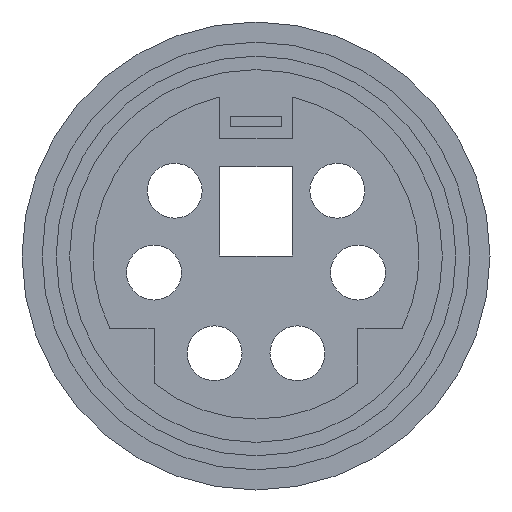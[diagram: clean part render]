
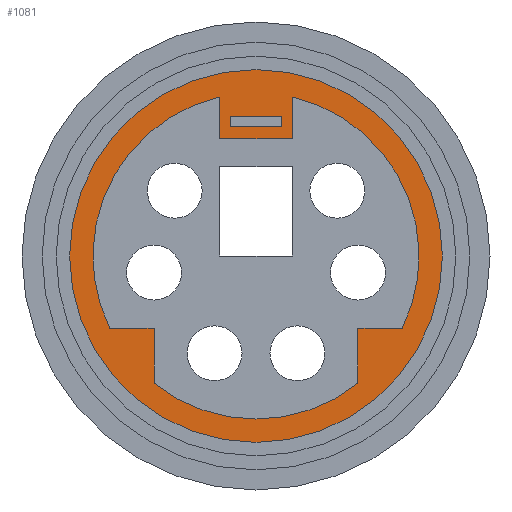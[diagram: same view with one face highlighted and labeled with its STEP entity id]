
A CAD part, front view. The second image highlights one B-rep face of the part: STEP entity #1081.
In plain terms, the highlighted planar face has unit normal (0, -1, 0).
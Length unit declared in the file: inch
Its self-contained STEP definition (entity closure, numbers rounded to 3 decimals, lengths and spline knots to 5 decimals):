
#2 = EDGE_CURVE ( 'NONE', #229, #2067, #821, .T. ) ;
#10 = CARTESIAN_POINT ( 'NONE',  ( 0.035, -0.25, -0.113 ) ) ;
#16 = CARTESIAN_POINT ( 'NONE',  ( -0.035, -0.25, -0.113 ) ) ;
#43 = CARTESIAN_POINT ( 'NONE',  ( 0., -0.25, 0. ) ) ;
#51 = CARTESIAN_POINT ( 'NONE',  ( 0.0985, -0.25, 0.1229 ) ) ;
#63 = CIRCLE ( 'NONE', #2092, 0.1575 ) ;
#64 = DIRECTION ( 'NONE',  ( 0., 0., 1. ) ) ;
#68 = CARTESIAN_POINT ( 'NONE',  ( -0.035, -0.25, -0.15356 ) ) ;
#70 = CIRCLE ( 'NONE', #2267, 0.1955 ) ;
#91 = VECTOR ( 'NONE', #943, 39.37008 ) ;
#95 = VERTEX_POINT ( 'NONE', #2157 ) ;
#128 = DIRECTION ( 'NONE',  ( 0., 1., 0. ) ) ;
#197 = DIRECTION ( 'NONE',  ( -1., 0., 0. ) ) ;
#207 = EDGE_CURVE ( 'NONE', #387, #95, #70, .T. ) ;
#229 = VERTEX_POINT ( 'NONE', #432 ) ;
#230 = LINE ( 'NONE', #2047, #308 ) ;
#245 = EDGE_CURVE ( 'NONE', #1013, #229, #230, .T. ) ;
#283 = VECTOR ( 'NONE', #197, 39.37008 ) ;
#285 = EDGE_CURVE ( 'NONE', #904, #612, #1890, .T. ) ;
#308 = VECTOR ( 'NONE', #1676, 39.37008 ) ;
#318 = LINE ( 'NONE', #349, #1411 ) ;
#330 = EDGE_CURVE ( 'NONE', #1400, #1941, #1700, .T. ) ;
#349 = CARTESIAN_POINT ( 'NONE',  ( 0.0985, -0.25, 0.07 ) ) ;
#387 = VERTEX_POINT ( 'NONE', #604 ) ;
#401 = DIRECTION ( 'NONE',  ( 0., 1., 0. ) ) ;
#432 = CARTESIAN_POINT ( 'NONE',  ( -0.0985, -0.25, 0.1229 ) ) ;
#445 = CARTESIAN_POINT ( 'NONE',  ( 0.025, -0.25, -0.135 ) ) ;
#483 = CARTESIAN_POINT ( 'NONE',  ( -0.14109, -0.25, 0.07 ) ) ;
#521 = AXIS2_PLACEMENT_3D ( 'NONE', #1463, #1624, #566 ) ;
#531 = VERTEX_POINT ( 'NONE', #483 ) ;
#541 = DIRECTION ( 'NONE',  ( 0., 1., 0. ) ) ;
#550 = CARTESIAN_POINT ( 'NONE',  ( -0.035, -0.25, -0.113 ) ) ;
#566 = DIRECTION ( 'NONE',  ( 0., 0., 1. ) ) ;
#585 = ORIENTED_EDGE ( 'NONE', *, *, #973, .T. ) ;
#588 = ORIENTED_EDGE ( 'NONE', *, *, #330, .T. ) ;
#604 = CARTESIAN_POINT ( 'NONE',  ( 0., -0.25, -0.1955 ) ) ;
#609 = CARTESIAN_POINT ( 'NONE',  ( 0.025, -0.25, -0.125 ) ) ;
#612 = VERTEX_POINT ( 'NONE', #10 ) ;
#625 = DIRECTION ( 'NONE',  ( 0., 0., -1. ) ) ;
#694 = EDGE_LOOP ( 'NONE', ( #1136, #2138, #1478, #1124, #2124, #758, #1355, #585, #2140, #1428 ) ) ;
#698 = DIRECTION ( 'NONE',  ( -1., 0., 0. ) ) ;
#729 = AXIS2_PLACEMENT_3D ( 'NONE', #906, #753, #2009 ) ;
#752 = EDGE_CURVE ( 'NONE', #95, #387, #835, .T. ) ;
#753 = DIRECTION ( 'NONE',  ( 0., 1., 0. ) ) ;
#758 = ORIENTED_EDGE ( 'NONE', *, *, #245, .T. ) ;
#777 = VECTOR ( 'NONE', #1651, 39.37008 ) ;
#780 = EDGE_CURVE ( 'NONE', #612, #1915, #1206, .T. ) ;
#792 = FACE_BOUND ( 'NONE', #1331, .T. ) ;
#795 = CARTESIAN_POINT ( 'NONE',  ( 0.0985, -0.25, 0.07 ) ) ;
#821 = CIRCLE ( 'NONE', #2017, 0.1575 ) ;
#824 = VERTEX_POINT ( 'NONE', #2166 ) ;
#835 = CIRCLE ( 'NONE', #1672, 0.1955 ) ;
#901 = FACE_BOUND ( 'NONE', #694, .T. ) ;
#904 = VERTEX_POINT ( 'NONE', #2011 ) ;
#906 = CARTESIAN_POINT ( 'NONE',  ( 0., -0.25, 0. ) ) ;
#921 = CIRCLE ( 'NONE', #521, 0.1575 ) ;
#925 = ORIENTED_EDGE ( 'NONE', *, *, #1503, .T. ) ;
#943 = DIRECTION ( 'NONE',  ( 0., 0., 1. ) ) ;
#972 = CARTESIAN_POINT ( 'NONE',  ( -0.025, -0.25, -0.125 ) ) ;
#973 = EDGE_CURVE ( 'NONE', #2067, #2212, #984, .T. ) ;
#984 = LINE ( 'NONE', #795, #2060 ) ;
#998 = DIRECTION ( 'NONE',  ( 0., 0., 1. ) ) ;
#1013 = VERTEX_POINT ( 'NONE', #2178 ) ;
#1076 = DIRECTION ( 'NONE',  ( 0., 1., 0. ) ) ;
#1081 = ADVANCED_FACE ( 'NONE', ( #792, #1613, #901 ), #1823, .F. ) ;
#1084 = DIRECTION ( 'NONE',  ( 0., 0., 1. ) ) ;
#1103 = ORIENTED_EDGE ( 'NONE', *, *, #752, .F. ) ;
#1113 = VECTOR ( 'NONE', #698, 39.37008 ) ;
#1116 = VECTOR ( 'NONE', #2104, 39.37008 ) ;
#1117 = EDGE_CURVE ( 'NONE', #824, #531, #63, .T. ) ;
#1124 = ORIENTED_EDGE ( 'NONE', *, *, #1117, .T. ) ;
#1136 = ORIENTED_EDGE ( 'NONE', *, *, #285, .T. ) ;
#1147 = VECTOR ( 'NONE', #2218, 39.37008 ) ;
#1156 = ORIENTED_EDGE ( 'NONE', *, *, #2146, .T. ) ;
#1191 = EDGE_CURVE ( 'NONE', #531, #1013, #1570, .T. ) ;
#1206 = LINE ( 'NONE', #550, #283 ) ;
#1282 = EDGE_CURVE ( 'NONE', #1941, #1677, #1382, .T. ) ;
#1331 = EDGE_LOOP ( 'NONE', ( #1156, #588, #2082, #925 ) ) ;
#1336 = CARTESIAN_POINT ( 'NONE',  ( -0.025, -0.25, -0.135 ) ) ;
#1355 = ORIENTED_EDGE ( 'NONE', *, *, #2, .T. ) ;
#1357 = EDGE_LOOP ( 'NONE', ( #1553, #1103 ) ) ;
#1382 = LINE ( 'NONE', #2145, #1113 ) ;
#1387 = LINE ( 'NONE', #1812, #91 ) ;
#1400 = VERTEX_POINT ( 'NONE', #1772 ) ;
#1411 = VECTOR ( 'NONE', #1427, 39.37008 ) ;
#1427 = DIRECTION ( 'NONE',  ( 1., 0., 0. ) ) ;
#1428 = ORIENTED_EDGE ( 'NONE', *, *, #1520, .T. ) ;
#1435 = EDGE_CURVE ( 'NONE', #2212, #2062, #318, .T. ) ;
#1438 = DIRECTION ( 'NONE',  ( 0., 0., 1. ) ) ;
#1463 = CARTESIAN_POINT ( 'NONE',  ( 0., -0.25, 0. ) ) ;
#1478 = ORIENTED_EDGE ( 'NONE', *, *, #2201, .T. ) ;
#1503 = EDGE_CURVE ( 'NONE', #1677, #1615, #1387, .T. ) ;
#1520 = EDGE_CURVE ( 'NONE', #2062, #904, #921, .T. ) ;
#1553 = ORIENTED_EDGE ( 'NONE', *, *, #207, .F. ) ;
#1570 = LINE ( 'NONE', #2272, #1116 ) ;
#1613 = FACE_OUTER_BOUND ( 'NONE', #1357, .T. ) ;
#1615 = VERTEX_POINT ( 'NONE', #972 ) ;
#1624 = DIRECTION ( 'NONE',  ( 0., 1., 0. ) ) ;
#1628 = CARTESIAN_POINT ( 'NONE',  ( 0.0985, -0.25, 0.07 ) ) ;
#1646 = VECTOR ( 'NONE', #625, 39.37008 ) ;
#1651 = DIRECTION ( 'NONE',  ( 1., 0., 0. ) ) ;
#1659 = DIRECTION ( 'NONE',  ( 0., 0., 1. ) ) ;
#1672 = AXIS2_PLACEMENT_3D ( 'NONE', #43, #541, #1438 ) ;
#1676 = DIRECTION ( 'NONE',  ( 0., 0., 1. ) ) ;
#1677 = VERTEX_POINT ( 'NONE', #1336 ) ;
#1700 = LINE ( 'NONE', #445, #1646 ) ;
#1730 = CARTESIAN_POINT ( 'NONE',  ( 0., -0.25, 0. ) ) ;
#1733 = CARTESIAN_POINT ( 'NONE',  ( 0., -0.25, 0. ) ) ;
#1772 = CARTESIAN_POINT ( 'NONE',  ( 0.025, -0.25, -0.125 ) ) ;
#1812 = CARTESIAN_POINT ( 'NONE',  ( -0.025, -0.25, -0.135 ) ) ;
#1823 = PLANE ( 'NONE',  #729 ) ;
#1890 = LINE ( 'NONE', #2054, #2058 ) ;
#1907 = LINE ( 'NONE', #68, #1147 ) ;
#1915 = VERTEX_POINT ( 'NONE', #16 ) ;
#1921 = CARTESIAN_POINT ( 'NONE',  ( 0.025, -0.25, -0.135 ) ) ;
#1941 = VERTEX_POINT ( 'NONE', #1921 ) ;
#2008 = CARTESIAN_POINT ( 'NONE',  ( 0., -0.25, 0. ) ) ;
#2009 = DIRECTION ( 'NONE',  ( 0., 0., 1. ) ) ;
#2011 = CARTESIAN_POINT ( 'NONE',  ( 0.035, -0.25, -0.15356 ) ) ;
#2017 = AXIS2_PLACEMENT_3D ( 'NONE', #1730, #1076, #1084 ) ;
#2047 = CARTESIAN_POINT ( 'NONE',  ( -0.0985, -0.25, 0.07 ) ) ;
#2054 = CARTESIAN_POINT ( 'NONE',  ( 0.035, -0.25, -0.15356 ) ) ;
#2058 = VECTOR ( 'NONE', #1659, 39.37008 ) ;
#2060 = VECTOR ( 'NONE', #2227, 39.37008 ) ;
#2062 = VERTEX_POINT ( 'NONE', #2162 ) ;
#2067 = VERTEX_POINT ( 'NONE', #51 ) ;
#2082 = ORIENTED_EDGE ( 'NONE', *, *, #1282, .T. ) ;
#2092 = AXIS2_PLACEMENT_3D ( 'NONE', #1733, #128, #998 ) ;
#2104 = DIRECTION ( 'NONE',  ( 1., 0., 0. ) ) ;
#2124 = ORIENTED_EDGE ( 'NONE', *, *, #1191, .T. ) ;
#2138 = ORIENTED_EDGE ( 'NONE', *, *, #780, .T. ) ;
#2140 = ORIENTED_EDGE ( 'NONE', *, *, #1435, .T. ) ;
#2145 = CARTESIAN_POINT ( 'NONE',  ( 0.025, -0.25, -0.135 ) ) ;
#2146 = EDGE_CURVE ( 'NONE', #1615, #1400, #2273, .T. ) ;
#2157 = CARTESIAN_POINT ( 'NONE',  ( 0., -0.25, 0.1955 ) ) ;
#2162 = CARTESIAN_POINT ( 'NONE',  ( 0.14109, -0.25, 0.07 ) ) ;
#2166 = CARTESIAN_POINT ( 'NONE',  ( -0.035, -0.25, -0.15356 ) ) ;
#2178 = CARTESIAN_POINT ( 'NONE',  ( -0.0985, -0.25, 0.07 ) ) ;
#2201 = EDGE_CURVE ( 'NONE', #1915, #824, #1907, .T. ) ;
#2212 = VERTEX_POINT ( 'NONE', #1628 ) ;
#2218 = DIRECTION ( 'NONE',  ( 0., 0., -1. ) ) ;
#2227 = DIRECTION ( 'NONE',  ( 0., 0., -1. ) ) ;
#2267 = AXIS2_PLACEMENT_3D ( 'NONE', #2008, #401, #64 ) ;
#2272 = CARTESIAN_POINT ( 'NONE',  ( -0.0985, -0.25, 0.07 ) ) ;
#2273 = LINE ( 'NONE', #609, #777 ) ;
